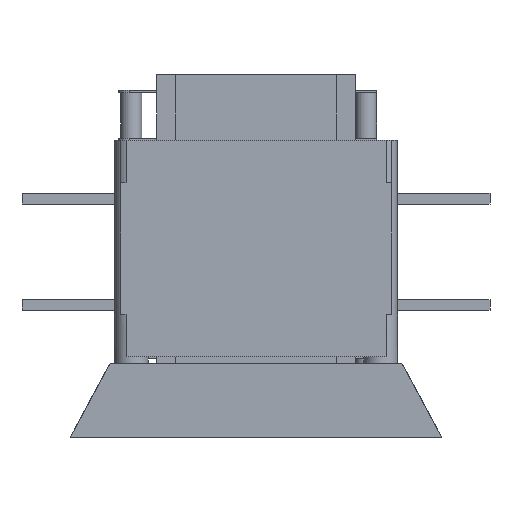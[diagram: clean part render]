
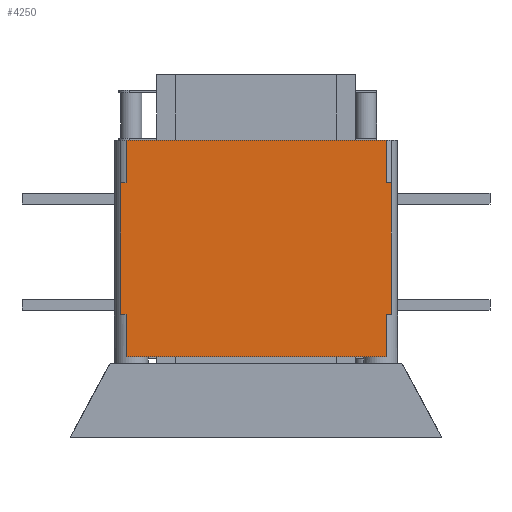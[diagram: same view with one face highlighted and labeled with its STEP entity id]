
A CAD part, left-side view. The second image highlights one B-rep face of the part: STEP entity #4250.
In plain terms, the highlighted planar face has unit normal (-1, 0, 0).
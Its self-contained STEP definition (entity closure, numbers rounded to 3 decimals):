
#526=FACE_OUTER_BOUND('',#965,.T.);
#965=EDGE_LOOP('',(#3588,#3589,#3590,#3591,#3592,#3593,#3594,#3595,#3596,
#3597,#3598,#3599));
#1070=VERTEX_POINT('',#7851);
#1072=VERTEX_POINT('',#7854);
#1085=VERTEX_POINT('',#7886);
#1090=VERTEX_POINT('',#7899);
#1091=VERTEX_POINT('',#7901);
#1239=VERTEX_POINT('',#8338);
#1460=VERTEX_POINT('',#8944);
#1461=VERTEX_POINT('',#8946);
#1471=VERTEX_POINT('',#8974);
#1472=VERTEX_POINT('',#8976);
#1506=VERTEX_POINT('',#9142);
#1507=VERTEX_POINT('',#9154);
#1607=EDGE_CURVE('',#1072,#1070,#4545,.T.);
#1622=EDGE_CURVE('',#1072,#1085,#4556,.T.);
#1629=EDGE_CURVE('',#1091,#1090,#4563,.T.);
#1837=EDGE_CURVE('',#1239,#1091,#4722,.T.);
#1846=EDGE_CURVE('',#1090,#1085,#4726,.T.);
#2130=EDGE_CURVE('',#1460,#1461,#4925,.T.);
#2146=EDGE_CURVE('',#1471,#1472,#4938,.T.);
#2226=EDGE_CURVE('',#1506,#1471,#5015,.T.);
#2229=EDGE_CURVE('',#1461,#1472,#5018,.T.);
#2233=EDGE_CURVE('',#1506,#1507,#5022,.T.);
#2237=EDGE_CURVE('',#1460,#1070,#5025,.T.);
#2238=EDGE_CURVE('',#1507,#1239,#5026,.T.);
#3588=ORIENTED_EDGE('',*,*,#2237,.F.);
#3589=ORIENTED_EDGE('',*,*,#2130,.T.);
#3590=ORIENTED_EDGE('',*,*,#2229,.T.);
#3591=ORIENTED_EDGE('',*,*,#2146,.F.);
#3592=ORIENTED_EDGE('',*,*,#2226,.F.);
#3593=ORIENTED_EDGE('',*,*,#2233,.T.);
#3594=ORIENTED_EDGE('',*,*,#2238,.T.);
#3595=ORIENTED_EDGE('',*,*,#1837,.T.);
#3596=ORIENTED_EDGE('',*,*,#1629,.T.);
#3597=ORIENTED_EDGE('',*,*,#1846,.T.);
#3598=ORIENTED_EDGE('',*,*,#1622,.F.);
#3599=ORIENTED_EDGE('',*,*,#1607,.T.);
#3955=PLANE('',#6065);
#4250=ADVANCED_FACE('',(#526),#3955,.T.);
#4545=LINE('',#7855,#5111);
#4556=LINE('',#7887,#5122);
#4563=LINE('',#7902,#5129);
#4722=LINE('',#8341,#5288);
#4726=LINE('',#8357,#5292);
#4925=LINE('',#8948,#5491);
#4938=LINE('',#8977,#5504);
#5015=LINE('',#9144,#5581);
#5018=LINE('',#9149,#5584);
#5022=LINE('',#9157,#5588);
#5025=LINE('',#9164,#5591);
#5026=LINE('',#9165,#5592);
#5111=VECTOR('',#6306,10.);
#5122=VECTOR('',#6333,10.);
#5129=VECTOR('',#6344,10.);
#5288=VECTOR('',#6767,10.);
#5292=VECTOR('',#6787,10.);
#5491=VECTOR('',#7334,10.);
#5504=VECTOR('',#7357,10.);
#5581=VECTOR('',#7546,10.);
#5584=VECTOR('',#7553,10.);
#5588=VECTOR('',#7561,10.);
#5591=VECTOR('',#7570,1.);
#5592=VECTOR('',#7571,1.);
#6065=AXIS2_PLACEMENT_3D('',#9163,#7568,#7569);
#6306=DIRECTION('',(0.,1.,0.));
#6333=DIRECTION('',(0.,0.,1.));
#6344=DIRECTION('',(0.,0.,1.));
#6767=DIRECTION('',(0.,1.,0.));
#6787=DIRECTION('',(0.,1.,0.));
#7334=DIRECTION('',(0.,-1.,0.));
#7357=DIRECTION('',(0.,1.,0.));
#7546=DIRECTION('',(0.,0.,-1.));
#7553=DIRECTION('',(0.,0.,-1.));
#7561=DIRECTION('',(0.,-1.,0.));
#7568=DIRECTION('center_axis',(-1.,0.,0.));
#7569=DIRECTION('ref_axis',(0.,0.,1.));
#7570=DIRECTION('',(0.,0.,1.));
#7571=DIRECTION('',(0.,0.,1.));
#7851=CARTESIAN_POINT('',(0.,127.5,164.));
#7854=CARTESIAN_POINT('',(0.,122.5,164.));
#7855=CARTESIAN_POINT('',(0.,127.5,164.));
#7886=CARTESIAN_POINT('',(0.,122.5,204.));
#7887=CARTESIAN_POINT('',(0.,122.5,164.));
#7899=CARTESIAN_POINT('',(0.,-122.5,204.));
#7901=CARTESIAN_POINT('',(0.,-122.5,164.));
#7902=CARTESIAN_POINT('',(0.,-122.5,164.));
#8338=CARTESIAN_POINT('',(0.,-127.5,164.));
#8341=CARTESIAN_POINT('',(0.,127.5,164.));
#8357=CARTESIAN_POINT('',(0.,122.5,204.));
#8944=CARTESIAN_POINT('',(0.,127.5,40.));
#8946=CARTESIAN_POINT('',(0.,122.5,40.));
#8948=CARTESIAN_POINT('',(0.,127.5,40.));
#8974=CARTESIAN_POINT('',(0.,-122.5,0.));
#8976=CARTESIAN_POINT('',(0.,122.5,0.));
#8977=CARTESIAN_POINT('',(0.,122.5,0.));
#9142=CARTESIAN_POINT('',(0.,-122.5,40.));
#9144=CARTESIAN_POINT('',(0.,-122.5,40.));
#9149=CARTESIAN_POINT('',(0.,122.5,40.));
#9154=CARTESIAN_POINT('',(0.,-127.5,40.));
#9157=CARTESIAN_POINT('',(0.,127.5,40.));
#9163=CARTESIAN_POINT('Origin',(0.,-127.5,40.));
#9164=CARTESIAN_POINT('',(0.,127.5,117.637));
#9165=CARTESIAN_POINT('',(0.,-127.5,117.637));
